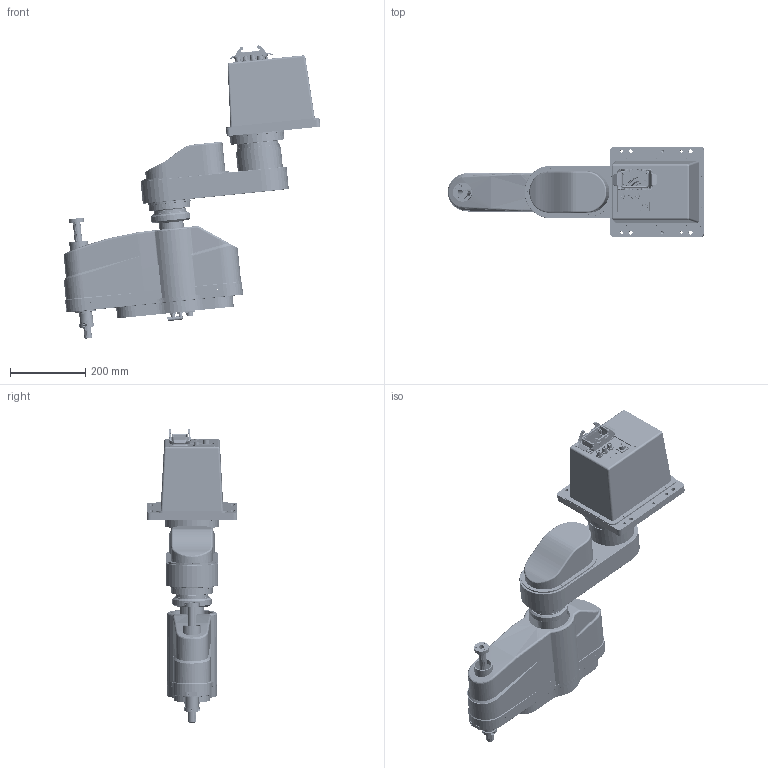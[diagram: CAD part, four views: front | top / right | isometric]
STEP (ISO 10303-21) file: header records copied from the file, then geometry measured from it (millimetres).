
FILE_DESCRIPTION (( 'STEP AP203' ), '1' );
FILE_NAME ('STG030-500.STEP', '2021-02-05T06:23:46', ( '' ), ( '' ), 'SwSTEP 2.0', 'SolidWorks 2018', '' );
FILE_SCHEMA (( 'CONFIG_CONTROL_DESIGN' ));
Length unit declared in the file: millimetre
Products named in the file (29): STG030102; 價釱; 2020_0002_1; 2; STG030-250(儂樓馱); RBS2020; STG030209; STG030202; STG030-500; STG030215; KQ2LE06俔芛; TKBB21-01; STG030217; 2020_000_1; STG030101; STG030409; STG030410; 1; STG030301; S16-ZV; STG030304; STG030210; GB／T70．1-2000内六角圆柱头螺钉M4×8; STG030303; STW060414; STG030315; KQ2E06-00; STG030109; X旋
Assembly tree (34 placements, depth 4):
  STG030-500
    STG030-250(儂樓馱)
      STG030315
      STW060414  x2
      STG030304
      RBS2020
        2020_000_1
        2020_0002_1
      STG030409
      STG030303
      KQ2LE06俔芛  x3
      S16-ZV
      STG030410
    價釱
      STG030109
      S16-ZV
      TKBB21-01
      STG030101
      KQ2E06-00  x3
      GB／T70．1-2000内六角圆柱头螺钉M4×8
      STG030102
      1
    X旋
      STG030210
      STG030215
      STG030202
      2
      STG030209
    STG030301
    STG030217
Bounding box: 681.99 x 240 x 779.27 mm (x, y, z)
Volume: 6281112.9 mm3; surface area: 2120878.6 mm2
Topology: 75 solids, 121 shells, 4853 faces, 13431 edges, 8519 vertices
Faces by surface type: cylinder 2096, plane 1263, bspline 442, cone 408, torus 386, sphere 258
Entity records: 168090 total; most frequent: CARTESIAN_POINT 55096, ORIENTED_EDGE 23354, DIRECTION 22550, EDGE_CURVE 11677, AXIS2_PLACEMENT_3D 9199, VERTEX_POINT 7566, EDGE_LOOP 5433, CIRCLE 5094
